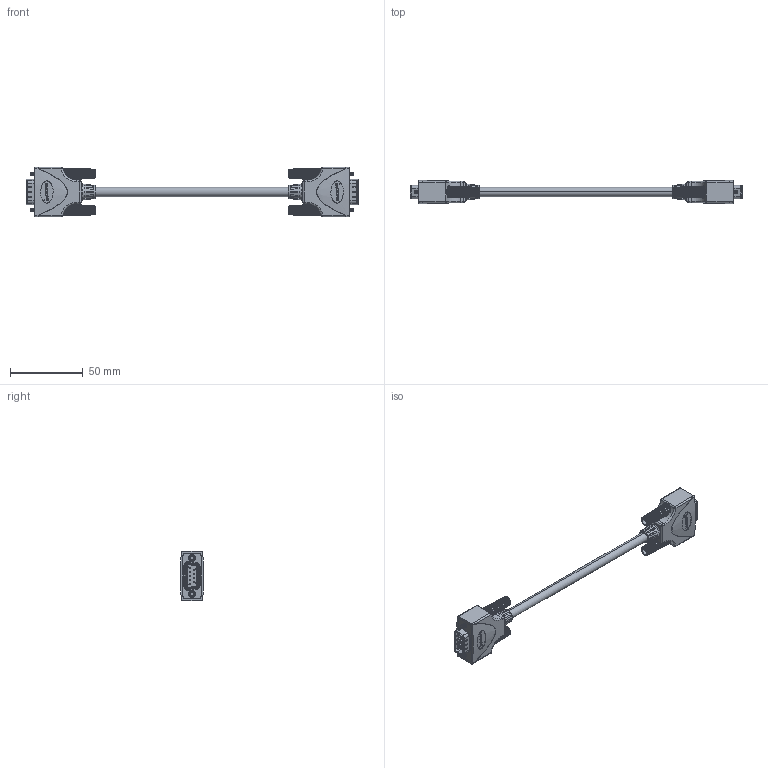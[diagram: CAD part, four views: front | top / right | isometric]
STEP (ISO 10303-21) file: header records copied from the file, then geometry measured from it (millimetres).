
FILE_DESCRIPTION (( 'STEP AP203' ), '1' );
FILE_NAME ('CSMUZ9MM.STEP', '2014-07-15T15:27:58', ( 'x' ), ( '' ), 'SwSTEP 2.0', 'SolidWorks 2014', '' );
FILE_SCHEMA (( 'CONFIG_CONTROL_DESIGN' ));
Length unit declared in the file: inch
Products named in the file (8): CSMUZ9MM; 1AL08-033; MTN-294_New Logo; 1AJ06-040-MA1; MTN-393; 1AJ06-040; 1AC08-016___; MTN-294_New Logo (Male)
Assembly tree (9 placements, depth 4):
  CSMUZ9MM
    1AL08-033
    MTN-294_New Logo (Male)  x2
      MTN-294_New Logo
      1AJ06-040
        1AJ06-040-MA1
        MTN-393
      1AC08-016___
Bounding box: 228.6 x 16.17 x 33.8 mm (x, y, z)
Volume: 26157.6 mm3; surface area: 25948.5 mm2
Topology: 13 solids, 13 shells, 2682 faces, 6794 edges, 4274 vertices
Faces by surface type: plane 1028, cylinder 640, cone 502, bspline 348, torus 112, sphere 52
Entity records: 39942 total; most frequent: CARTESIAN_POINT 13677, ORIENTED_EDGE 5504, DIRECTION 4873, EDGE_CURVE 2752, VERTEX_POINT 1748, AXIS2_PLACEMENT_3D 1674, VECTOR 1525, LINE 1525
